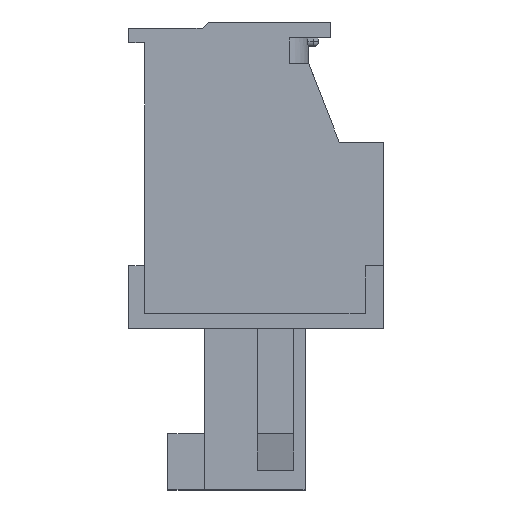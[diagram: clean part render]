
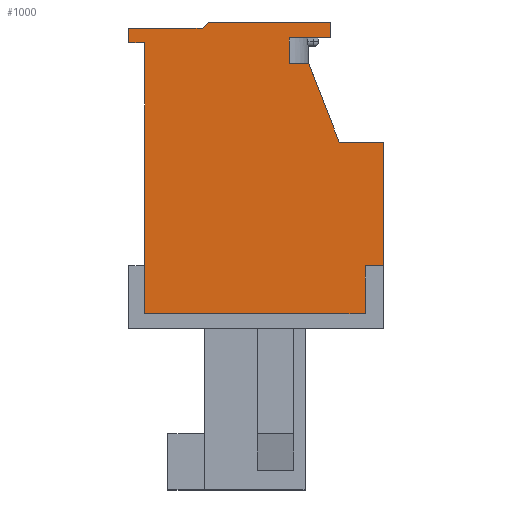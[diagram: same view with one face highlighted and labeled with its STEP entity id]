
A CAD part, left-side view. The second image highlights one B-rep face of the part: STEP entity #1000.
In plain terms, the highlighted planar face has unit normal (-1, 0, 0).
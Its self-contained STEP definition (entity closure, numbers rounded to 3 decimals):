
#1000 = ADVANCED_FACE( '', ( #2466 ), #2467, .T. );
#2466 = FACE_OUTER_BOUND( '', #4536, .T. );
#2467 = PLANE( '', #4537 );
#4536 = EDGE_LOOP( '', ( #6937, #6938, #6939, #6940, #6941, #6942, #6943, #6944, #6945, #6946, #6947, #6948, #6949, #6950, #6951, #6952 ) );
#4537 = AXIS2_PLACEMENT_3D( '', #6953, #6954, #6955 );
#6937 = ORIENTED_EDGE( '', *, *, #12986, .F. );
#6938 = ORIENTED_EDGE( '', *, *, #12987, .T. );
#6939 = ORIENTED_EDGE( '', *, *, #12988, .T. );
#6940 = ORIENTED_EDGE( '', *, *, #12989, .T. );
#6941 = ORIENTED_EDGE( '', *, *, #12990, .T. );
#6942 = ORIENTED_EDGE( '', *, *, #12991, .T. );
#6943 = ORIENTED_EDGE( '', *, *, #12754, .T. );
#6944 = ORIENTED_EDGE( '', *, *, #12992, .T. );
#6945 = ORIENTED_EDGE( '', *, *, #12993, .T. );
#6946 = ORIENTED_EDGE( '', *, *, #12994, .T. );
#6947 = ORIENTED_EDGE( '', *, *, #12995, .T. );
#6948 = ORIENTED_EDGE( '', *, *, #12996, .T. );
#6949 = ORIENTED_EDGE( '', *, *, #12997, .T. );
#6950 = ORIENTED_EDGE( '', *, *, #12998, .T. );
#6951 = ORIENTED_EDGE( '', *, *, #12999, .T. );
#6952 = ORIENTED_EDGE( '', *, *, #13000, .T. );
#6953 = CARTESIAN_POINT( '', ( -9.525, 0., 0. ) );
#6954 = DIRECTION( '', ( -1., 0., 0. ) );
#6955 = DIRECTION( '', ( 0., 0., 1. ) );
#12754 = EDGE_CURVE( '', #15294, #15295, #15296, .T. );
#12986 = EDGE_CURVE( '', #15711, #15712, #15713, .T. );
#12987 = EDGE_CURVE( '', #15711, #15714, #15715, .T. );
#12988 = EDGE_CURVE( '', #15714, #15716, #15717, .T. );
#12989 = EDGE_CURVE( '', #15716, #15718, #15719, .T. );
#12990 = EDGE_CURVE( '', #15718, #15720, #15721, .T. );
#12991 = EDGE_CURVE( '', #15720, #15294, #15722, .T. );
#12992 = EDGE_CURVE( '', #15295, #15723, #15724, .T. );
#12993 = EDGE_CURVE( '', #15723, #15725, #15726, .T. );
#12994 = EDGE_CURVE( '', #15725, #15727, #15728, .T. );
#12995 = EDGE_CURVE( '', #15727, #15729, #15730, .T. );
#12996 = EDGE_CURVE( '', #15729, #15731, #15732, .T. );
#12997 = EDGE_CURVE( '', #15731, #15733, #15734, .T. );
#12998 = EDGE_CURVE( '', #15733, #15735, #15736, .T. );
#12999 = EDGE_CURVE( '', #15735, #15737, #15738, .T. );
#13000 = EDGE_CURVE( '', #15737, #15712, #15739, .T. );
#15294 = VERTEX_POINT( '', #19015 );
#15295 = VERTEX_POINT( '', #19016 );
#15296 = LINE( '', #19017, #19018 );
#15711 = VERTEX_POINT( '', #19640 );
#15712 = VERTEX_POINT( '', #19641 );
#15713 = LINE( '', #19642, #19643 );
#15714 = VERTEX_POINT( '', #19644 );
#15715 = LINE( '', #19645, #19646 );
#15716 = VERTEX_POINT( '', #19647 );
#15717 = LINE( '', #19648, #19649 );
#15718 = VERTEX_POINT( '', #19650 );
#15719 = LINE( '', #19651, #19652 );
#15720 = VERTEX_POINT( '', #19653 );
#15721 = LINE( '', #19654, #19655 );
#15722 = LINE( '', #19656, #19657 );
#15723 = VERTEX_POINT( '', #19658 );
#15724 = LINE( '', #19659, #19660 );
#15725 = VERTEX_POINT( '', #19661 );
#15726 = LINE( '', #19662, #19663 );
#15727 = VERTEX_POINT( '', #19664 );
#15728 = LINE( '', #19665, #19666 );
#15729 = VERTEX_POINT( '', #19667 );
#15730 = LINE( '', #19668, #19669 );
#15731 = VERTEX_POINT( '', #19670 );
#15732 = LINE( '', #19671, #19672 );
#15733 = VERTEX_POINT( '', #19673 );
#15734 = LINE( '', #19674, #19675 );
#15735 = VERTEX_POINT( '', #19676 );
#15736 = LINE( '', #19677, #19678 );
#15737 = VERTEX_POINT( '', #19679 );
#15738 = LINE( '', #19680, #19681 );
#15739 = LINE( '', #19682, #19683 );
#19015 = CARTESIAN_POINT( '', ( -9.525, 2.153, 6.125 ) );
#19016 = CARTESIAN_POINT( '', ( -9.525, 5.15, 6.125 ) );
#19017 = CARTESIAN_POINT( '', ( -9.525, 2.153, 6.125 ) );
#19018 = VECTOR( '', #24206, 1000. );
#19640 = CARTESIAN_POINT( '', ( -9.525, -1.4, 4.675 ) );
#19641 = CARTESIAN_POINT( '', ( -9.525, -2.2, 4.675 ) );
#19642 = CARTESIAN_POINT( '', ( -9.525, -1.4, 4.675 ) );
#19643 = VECTOR( '', #24425, 1000. );
#19644 = CARTESIAN_POINT( '', ( -9.525, -1.4, 5.725 ) );
#19645 = CARTESIAN_POINT( '', ( -9.525, -1.4, 4.675 ) );
#19646 = VECTOR( '', #24426, 1000. );
#19647 = CARTESIAN_POINT( '', ( -9.525, -3.1, 5.725 ) );
#19648 = CARTESIAN_POINT( '', ( -9.525, -2.2, 5.725 ) );
#19649 = VECTOR( '', #24427, 1000. );
#19650 = CARTESIAN_POINT( '', ( -9.525, -3.1, 6.375 ) );
#19651 = CARTESIAN_POINT( '', ( -9.525, -3.1, 5.725 ) );
#19652 = VECTOR( '', #24428, 1000. );
#19653 = CARTESIAN_POINT( '', ( -9.525, 1.9, 6.375 ) );
#19654 = CARTESIAN_POINT( '', ( -9.525, -3.1, 6.375 ) );
#19655 = VECTOR( '', #24429, 1000. );
#19656 = CARTESIAN_POINT( '', ( -9.525, 1.9, 6.375 ) );
#19657 = VECTOR( '', #24430, 1000. );
#19658 = CARTESIAN_POINT( '', ( -9.525, 5.15, 5.525 ) );
#19659 = CARTESIAN_POINT( '', ( -9.525, 5.15, 6.125 ) );
#19660 = VECTOR( '', #24431, 1000. );
#19661 = CARTESIAN_POINT( '', ( -9.525, 4.5, 5.525 ) );
#19662 = CARTESIAN_POINT( '', ( -9.525, 5.15, 5.525 ) );
#19663 = VECTOR( '', #24432, 1000. );
#19664 = CARTESIAN_POINT( '', ( -9.525, 4.5, -5.525 ) );
#19665 = CARTESIAN_POINT( '', ( -9.525, 4.5, 5.525 ) );
#19666 = VECTOR( '', #24433, 1000. );
#19667 = CARTESIAN_POINT( '', ( -9.525, -4.5, -5.525 ) );
#19668 = CARTESIAN_POINT( '', ( -9.525, 4.5, -5.525 ) );
#19669 = VECTOR( '', #24434, 1000. );
#19670 = CARTESIAN_POINT( '', ( -9.525, -4.5, -3.575 ) );
#19671 = CARTESIAN_POINT( '', ( -9.525, -4.5, -5.525 ) );
#19672 = VECTOR( '', #24435, 1000. );
#19673 = CARTESIAN_POINT( '', ( -9.525, -5.25, -3.575 ) );
#19674 = CARTESIAN_POINT( '', ( -9.525, -4.5, -3.575 ) );
#19675 = VECTOR( '', #24436, 1000. );
#19676 = CARTESIAN_POINT( '', ( -9.525, -5.25, 1.475 ) );
#19677 = CARTESIAN_POINT( '', ( -9.525, -5.25, -3.575 ) );
#19678 = VECTOR( '', #24437, 1000. );
#19679 = CARTESIAN_POINT( '', ( -9.525, -3.45, 1.475 ) );
#19680 = CARTESIAN_POINT( '', ( -9.525, -5.25, 1.475 ) );
#19681 = VECTOR( '', #24438, 1000. );
#19682 = CARTESIAN_POINT( '', ( -9.525, -3.45, 1.475 ) );
#19683 = VECTOR( '', #24439, 1000. );
#24206 = DIRECTION( '', ( 0., 1., 0. ) );
#24425 = DIRECTION( '', ( 0., -1., 0. ) );
#24426 = DIRECTION( '', ( 0., 0., 1. ) );
#24427 = DIRECTION( '', ( 0., -1., 0. ) );
#24428 = DIRECTION( '', ( 0., 0., 1. ) );
#24429 = DIRECTION( '', ( 0., 1., 0. ) );
#24430 = DIRECTION( '', ( 0., 0.711, -0.704 ) );
#24431 = DIRECTION( '', ( 0., 0., -1. ) );
#24432 = DIRECTION( '', ( 0., -1., 0. ) );
#24433 = DIRECTION( '', ( 0., 0., -1. ) );
#24434 = DIRECTION( '', ( 0., -1., 0. ) );
#24435 = DIRECTION( '', ( 0., 0., 1. ) );
#24436 = DIRECTION( '', ( 0., -1., 0. ) );
#24437 = DIRECTION( '', ( 0., 0., 1. ) );
#24438 = DIRECTION( '', ( 0., 1., 0. ) );
#24439 = DIRECTION( '', ( 0., 0.364, 0.931 ) );
